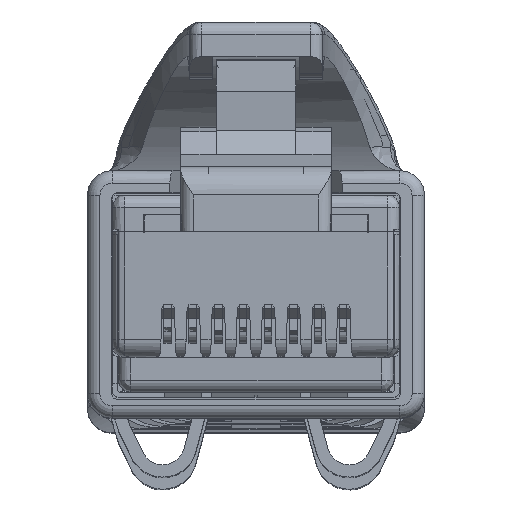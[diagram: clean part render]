
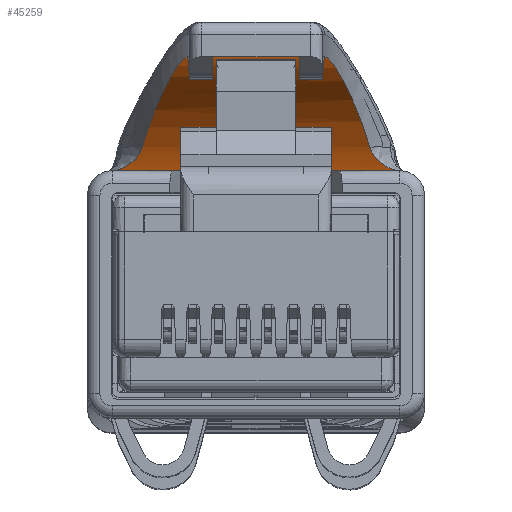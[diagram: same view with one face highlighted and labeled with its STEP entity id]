
A CAD part, top view. The second image highlights one B-rep face of the part: STEP entity #45259.
In plain terms, the highlighted cylindrical face has radius 7.5 mm (diameter 15 mm), a partial arc.
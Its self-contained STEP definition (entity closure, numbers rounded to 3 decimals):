
#45168=AXIS2_PLACEMENT_3D('Cylinder Axis2P3D',#45165,#45166,#45167) ;
#44409=CARTESIAN_POINT('Vertex',(1.,12.41,355.544)) ;
#44413=CARTESIAN_POINT('Control Point',(0.924,12.407,355.543)) ;
#44414=CARTESIAN_POINT('Control Point',(0.949,12.409,355.544)) ;
#44415=CARTESIAN_POINT('Control Point',(0.975,12.41,355.544)) ;
#44416=CARTESIAN_POINT('Control Point',(1.,12.41,355.544)) ;
#44417=CARTESIAN_POINT('Vertex',(0.924,12.407,355.543)) ;
#45142=CARTESIAN_POINT('Control Point',(0.924,12.407,355.543)) ;
#45143=CARTESIAN_POINT('Control Point',(1.223,12.43,355.552)) ;
#45144=CARTESIAN_POINT('Control Point',(1.562,12.534,355.596)) ;
#45145=CARTESIAN_POINT('Control Point',(1.914,12.755,355.684)) ;
#45146=CARTESIAN_POINT('Control Point',(2.137,13.081,355.85)) ;
#45147=CARTESIAN_POINT('Control Point',(2.224,13.384,356.03)) ;
#45148=CARTESIAN_POINT('Vertex',(2.224,13.384,356.03)) ;
#45165=CARTESIAN_POINT('Axis2P3D Location',(12.6,9.557,362.48)) ;
#45170=CARTESIAN_POINT('Line Origine',(12.6,12.41,355.544)) ;
#45174=CARTESIAN_POINT('Vertex',(12.7,12.41,355.544)) ;
#45178=CARTESIAN_POINT('Control Point',(12.7,12.41,355.544)) ;
#45179=CARTESIAN_POINT('Control Point',(12.725,12.41,355.544)) ;
#45180=CARTESIAN_POINT('Control Point',(12.751,12.409,355.544)) ;
#45181=CARTESIAN_POINT('Control Point',(12.776,12.407,355.543)) ;
#45182=CARTESIAN_POINT('Vertex',(12.776,12.407,355.543)) ;
#45186=CARTESIAN_POINT('Control Point',(11.476,13.384,356.03)) ;
#45187=CARTESIAN_POINT('Control Point',(11.584,13.005,355.805)) ;
#45188=CARTESIAN_POINT('Control Point',(11.896,12.66,355.644)) ;
#45189=CARTESIAN_POINT('Control Point',(12.324,12.442,355.557)) ;
#45190=CARTESIAN_POINT('Control Point',(12.776,12.407,355.543)) ;
#45191=CARTESIAN_POINT('Vertex',(11.476,13.384,356.03)) ;
#45195=CARTESIAN_POINT('Control Point',(11.476,13.384,356.03)) ;
#45196=CARTESIAN_POINT('Control Point',(11.411,13.612,356.165)) ;
#45197=CARTESIAN_POINT('Control Point',(11.343,13.834,356.311)) ;
#45198=CARTESIAN_POINT('Control Point',(11.272,14.049,356.465)) ;
#45199=CARTESIAN_POINT('Control Point',(11.163,14.359,356.71)) ;
#45200=CARTESIAN_POINT('Control Point',(11.052,14.652,356.975)) ;
#45201=CARTESIAN_POINT('Control Point',(11.017,14.742,357.059)) ;
#45202=CARTESIAN_POINT('Control Point',(10.946,14.919,357.233)) ;
#45203=CARTESIAN_POINT('Control Point',(10.876,15.086,357.411)) ;
#45204=CARTESIAN_POINT('Control Point',(10.841,15.167,357.501)) ;
#45205=CARTESIAN_POINT('Control Point',(10.786,15.294,357.647)) ;
#45206=CARTESIAN_POINT('Control Point',(10.73,15.418,357.801)) ;
#45207=CARTESIAN_POINT('Control Point',(10.711,15.459,357.852)) ;
#45208=CARTESIAN_POINT('Control Point',(10.636,15.62,358.06)) ;
#45209=CARTESIAN_POINT('Control Point',(10.561,15.774,358.278)) ;
#45210=CARTESIAN_POINT('Control Point',(10.502,15.891,358.457)) ;
#45211=CARTESIAN_POINT('Control Point',(10.395,16.096,358.794)) ;
#45212=CARTESIAN_POINT('Control Point',(10.294,16.277,359.141)) ;
#45213=CARTESIAN_POINT('Control Point',(10.244,16.362,359.318)) ;
#45214=CARTESIAN_POINT('Control Point',(10.148,16.52,359.677)) ;
#45215=CARTESIAN_POINT('Control Point',(10.059,16.655,360.047)) ;
#45216=CARTESIAN_POINT('Control Point',(10.016,16.717,360.234)) ;
#45217=CARTESIAN_POINT('Control Point',(9.898,16.877,360.782)) ;
#45218=CARTESIAN_POINT('Control Point',(9.798,16.985,361.349)) ;
#45219=CARTESIAN_POINT('Control Point',(9.74,17.033,361.722)) ;
#45220=CARTESIAN_POINT('Control Point',(9.692,17.057,362.101)) ;
#45221=CARTESIAN_POINT('Control Point',(9.653,17.057,362.48)) ;
#45222=CARTESIAN_POINT('Vertex',(9.653,17.057,362.48)) ;
#45225=CARTESIAN_POINT('Line Origine',(12.6,17.057,362.48)) ;
#45229=CARTESIAN_POINT('Vertex',(4.047,17.057,362.48)) ;
#45233=CARTESIAN_POINT('Control Point',(4.047,17.057,362.48)) ;
#45234=CARTESIAN_POINT('Control Point',(4.02,17.057,362.22)) ;
#45235=CARTESIAN_POINT('Control Point',(3.989,17.045,361.961)) ;
#45236=CARTESIAN_POINT('Control Point',(3.953,17.023,361.701)) ;
#45237=CARTESIAN_POINT('Control Point',(3.874,16.955,361.184)) ;
#45238=CARTESIAN_POINT('Control Point',(3.778,16.844,360.678)) ;
#45239=CARTESIAN_POINT('Control Point',(3.727,16.778,360.428)) ;
#45240=CARTESIAN_POINT('Control Point',(3.586,16.58,359.797)) ;
#45241=CARTESIAN_POINT('Control Point',(3.425,16.316,359.194)) ;
#45242=CARTESIAN_POINT('Control Point',(3.322,16.133,358.842)) ;
#45243=CARTESIAN_POINT('Control Point',(3.041,15.597,357.957)) ;
#45244=CARTESIAN_POINT('Control Point',(2.741,14.918,357.177)) ;
#45245=CARTESIAN_POINT('Control Point',(2.557,14.449,356.742)) ;
#45246=CARTESIAN_POINT('Control Point',(2.382,13.937,356.358)) ;
#45247=CARTESIAN_POINT('Control Point',(2.224,13.384,356.03)) ;
#45166=DIRECTION('Axis2P3D Direction',(1.,0.,0.)) ;
#45167=DIRECTION('Axis2P3D XDirection',(0.,-1.,0.)) ;
#45171=DIRECTION('Vector Direction',(1.,0.,0.)) ;
#45226=DIRECTION('Vector Direction',(1.,0.,0.)) ;
#45172=VECTOR('Line Direction',#45171,1.) ;
#45227=VECTOR('Line Direction',#45226,1.) ;
#45250=ORIENTED_EDGE('',*,*,#45150,.F.) ;
#45251=ORIENTED_EDGE('',*,*,#44419,.T.) ;
#45252=ORIENTED_EDGE('',*,*,#45176,.T.) ;
#45253=ORIENTED_EDGE('',*,*,#45184,.T.) ;
#45254=ORIENTED_EDGE('',*,*,#45193,.F.) ;
#45255=ORIENTED_EDGE('',*,*,#45224,.T.) ;
#45256=ORIENTED_EDGE('',*,*,#45231,.T.) ;
#45257=ORIENTED_EDGE('',*,*,#45248,.T.) ;
#45259=ADVANCED_FACE('Hauptk\X2\00F6\X0\rper',(#45258),#45169,.F.) ;
#44412=B_SPLINE_CURVE_WITH_KNOTS('',3,(#44413,#44414,#44415,#44416),.UNSPECIFIED.,.F.,.U.,(4,4),(0.,0.108),.UNSPECIFIED.) ;
#45141=B_SPLINE_CURVE_WITH_KNOTS('',5,(#45142,#45143,#45144,#45145,#45146,#45147),.UNSPECIFIED.,.F.,.U.,(6,6),(0.,2.901),.UNSPECIFIED.) ;
#45177=B_SPLINE_CURVE_WITH_KNOTS('',3,(#45178,#45179,#45180,#45181),.UNSPECIFIED.,.F.,.U.,(4,4),(0.,0.108),.UNSPECIFIED.) ;
#45185=B_SPLINE_CURVE_WITH_KNOTS('',4,(#45186,#45187,#45188,#45189,#45190),.UNSPECIFIED.,.F.,.U.,(5,5),(0.,2.613),.UNSPECIFIED.) ;
#45194=B_SPLINE_CURVE_WITH_KNOTS('',5,(#45195,#45196,#45197,#45198,#45199,#45200,#45201,#45202,#45203,#45204,#45205,#45206,#45207,#45208,#45209,#45210,#45211,#45212,#45213,#45214,#45215,#45216,#45217,#45218,#45219,#45220,#45221),.UNSPECIFIED.,.F.,.U.,(6,3,3,3,3,3,3,3,6),(0.,1.929,2.885,3.842,4.327,5.762,7.184,8.605,11.296),.UNSPECIFIED.) ;
#45232=B_SPLINE_CURVE_WITH_KNOTS('',5,(#45233,#45234,#45235,#45236,#45237,#45238,#45239,#45240,#45241,#45242,#45243,#45244,#45245,#45246,#45247),.UNSPECIFIED.,.F.,.U.,(6,3,3,3,6),(0.,1.846,3.731,6.626,11.306),.UNSPECIFIED.) ;
#45169=CYLINDRICAL_SURFACE('generated cylinder',#45168,7.5) ;
#44419=EDGE_CURVE('',#44418,#44410,#44412,.T.) ;
#45150=EDGE_CURVE('',#44418,#45149,#45141,.T.) ;
#45176=EDGE_CURVE('',#44410,#45175,#45173,.T.) ;
#45184=EDGE_CURVE('',#45175,#45183,#45177,.T.) ;
#45193=EDGE_CURVE('',#45192,#45183,#45185,.T.) ;
#45224=EDGE_CURVE('',#45192,#45223,#45194,.T.) ;
#45231=EDGE_CURVE('',#45223,#45230,#45228,.F.) ;
#45248=EDGE_CURVE('',#45230,#45149,#45232,.T.) ;
#45249=EDGE_LOOP('',(#45250,#45251,#45252,#45253,#45254,#45255,#45256,#45257)) ;
#45258=FACE_OUTER_BOUND('',#45249,.T.) ;
#45173=LINE('Line',#45170,#45172) ;
#45228=LINE('Line',#45225,#45227) ;
#44410=VERTEX_POINT('',#44409) ;
#44418=VERTEX_POINT('',#44417) ;
#45149=VERTEX_POINT('',#45148) ;
#45175=VERTEX_POINT('',#45174) ;
#45183=VERTEX_POINT('',#45182) ;
#45192=VERTEX_POINT('',#45191) ;
#45223=VERTEX_POINT('',#45222) ;
#45230=VERTEX_POINT('',#45229) ;
